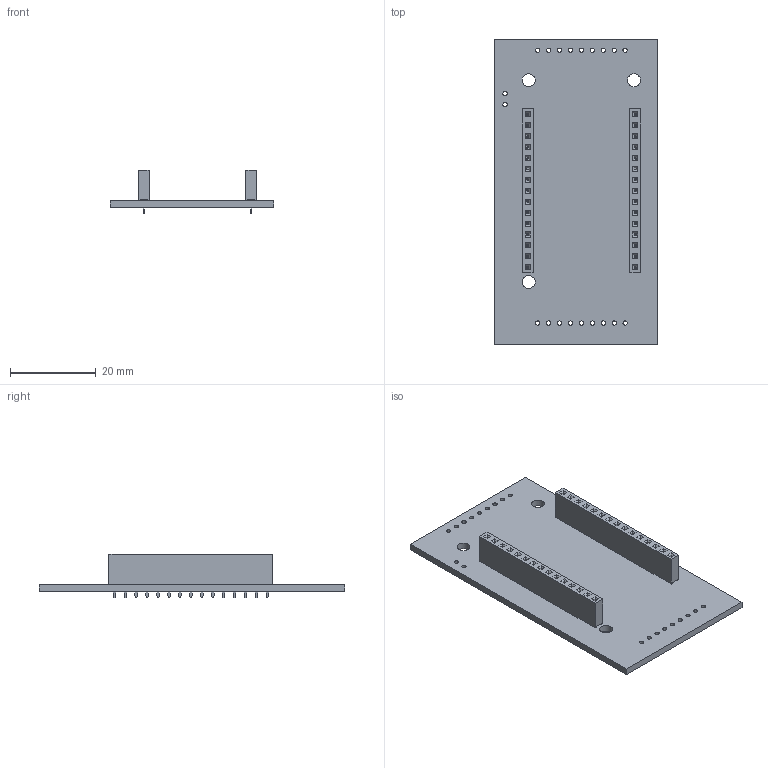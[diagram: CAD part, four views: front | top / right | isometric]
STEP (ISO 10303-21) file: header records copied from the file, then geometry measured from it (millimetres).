
FILE_DESCRIPTION(('KiCad electronic assembly'),'2;1');
FILE_NAME('lower_v3.step','2022-11-06T15:22:45',('Pcbnew'),('Kicad'), 'Open CASCADE STEP processor 7.6','KiCad to STEP converter','Unknown' );
FILE_SCHEMA(('AUTOMOTIVE_DESIGN { 1 0 10303 214 1 1 1 1 }'));
Length unit declared in the file: millimetre
Products named in the file (4): lower_v3 1; PinSocket_1x15_P2.54mm_Vertical; SOLID; lower_v3 PCB
Assembly tree (4 placements, depth 3):
  lower_v3 1
    PinSocket_1x15_P2.54mm_Vertical  x2
      SOLID
    lower_v3 PCB
Bounding box: 38.1 x 71.12 x 10.1 mm (x, y, z)
Volume: 5511.4 mm3; surface area: 8118.1 mm2
Topology: 3 solids, 3 shells, 1009 faces, 2619 edges, 1706 vertices
Faces by surface type: bspline 950, cylinder 53, plane 6
Full cylindrical faces by diameter (mm): 1 x20, 1.02 x30, 3 x3
Entity records: 34475 total; most frequent: CARTESIAN_POINT 11367, B_SPLINE_CURVE_WITH_KNOTS 3672, ORIENTED_EDGE 2790, PCURVE 2790, DEFINITIONAL_REPRESENTATION 2790, EDGE_CURVE 1395, SURFACE_CURVE 1342, VERTEX_POINT 910
